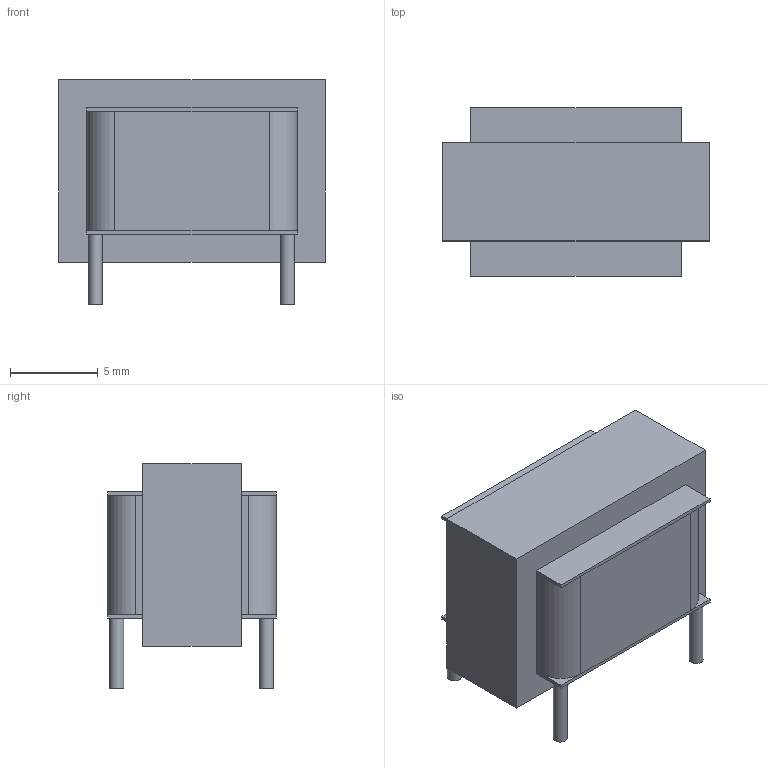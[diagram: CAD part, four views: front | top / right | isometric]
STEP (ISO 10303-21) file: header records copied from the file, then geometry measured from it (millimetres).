
FILE_DESCRIPTION(('FreeCAD Model'),'2;1');
FILE_NAME('Open CASCADE Shape Model','2021-02-24T10:52:20',( 'kicad StepUp'),('ksu MCAD'),'Open CASCADE STEP processor 7.5', 'FreeCAD','Unknown');
FILE_SCHEMA(('AUTOMOTIVE_DESIGN { 1 0 10303 214 1 1 1 1 }'));
Length unit declared in the file: millimetre
Products named in the file (1): Fusion003
Bounding box: 15.2 x 9.6 x 12.8 mm (x, y, z)
Volume: 1223.9 mm3; surface area: 782.4 mm2
Topology: 1 solids, 1 shells, 48 faces, 104 edges, 64 vertices
Faces by surface type: plane 40, cylinder 8
Full cylindrical faces by diameter (mm): 0.8 x4
Entity records: 1412 total; most frequent: DIRECTION 218, CARTESIAN_POINT 217, ORIENTED_EDGE 208, EDGE_CURVE 104, LINE 88, VECTOR 88, AXIS2_PLACEMENT_3D 65, VERTEX_POINT 64
